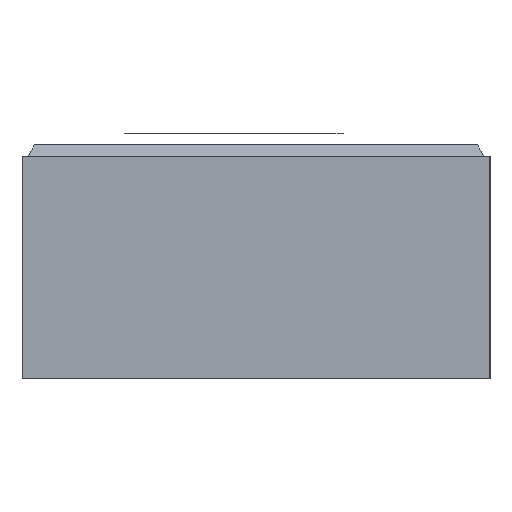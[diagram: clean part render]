
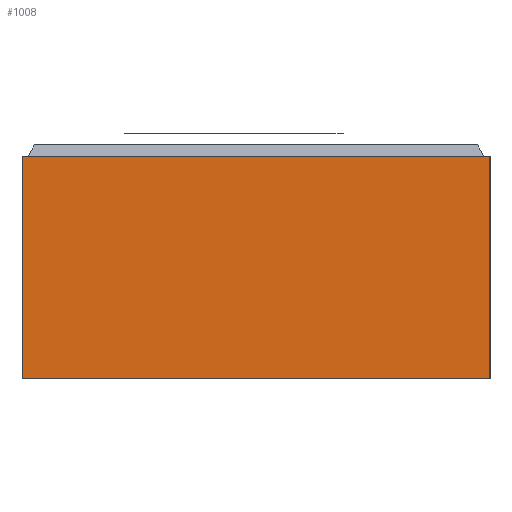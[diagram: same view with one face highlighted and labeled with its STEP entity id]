
A CAD part, left-side view. The second image highlights one B-rep face of the part: STEP entity #1008.
In plain terms, the highlighted planar face has unit normal (-1, 0, 0).
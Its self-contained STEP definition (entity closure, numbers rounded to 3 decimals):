
#54 = VERTEX_POINT ( 'NONE', #1127 ) ;
#60 = LINE ( 'NONE', #1150, #1562 ) ;
#144 = EDGE_CURVE ( 'NONE', #821, #54, #1315, .T. ) ;
#286 = VECTOR ( 'NONE', #1484, 1000. ) ;
#333 = DIRECTION ( 'NONE',  ( 0., 0., 1. ) ) ;
#409 = PLANE ( 'NONE',  #944 ) ;
#494 = ORIENTED_EDGE ( 'NONE', *, *, #1413, .T. ) ;
#578 = CARTESIAN_POINT ( 'NONE',  ( -0.8, -0.4, 0.38 ) ) ;
#695 = DIRECTION ( 'NONE',  ( 0., 0., 1. ) ) ;
#764 = VERTEX_POINT ( 'NONE', #1122 ) ;
#766 = EDGE_CURVE ( 'NONE', #54, #764, #1016, .T. ) ;
#768 = CARTESIAN_POINT ( 'NONE',  ( -0.8, -0.4, 0. ) ) ;
#781 = ORIENTED_EDGE ( 'NONE', *, *, #144, .F. ) ;
#821 = VERTEX_POINT ( 'NONE', #1584 ) ;
#850 = VECTOR ( 'NONE', #333, 1000. ) ;
#944 = AXIS2_PLACEMENT_3D ( 'NONE', #1511, #959, #695 ) ;
#950 = LINE ( 'NONE', #1659, #286 ) ;
#959 = DIRECTION ( 'NONE',  ( -1., 0., 0. ) ) ;
#1007 = VERTEX_POINT ( 'NONE', #578 ) ;
#1008 = ADVANCED_FACE ( 'NONE', ( #1624 ), #409, .T. ) ;
#1016 = LINE ( 'NONE', #1548, #850 ) ;
#1018 = EDGE_CURVE ( 'NONE', #821, #1007, #950, .T. ) ;
#1122 = CARTESIAN_POINT ( 'NONE',  ( -0.8, 0.4, 0.38 ) ) ;
#1126 = VECTOR ( 'NONE', #1739, 1000. ) ;
#1127 = CARTESIAN_POINT ( 'NONE',  ( -0.8, 0.4, 0. ) ) ;
#1150 = CARTESIAN_POINT ( 'NONE',  ( -0.8, -0.4, 0.38 ) ) ;
#1260 = ORIENTED_EDGE ( 'NONE', *, *, #766, .F. ) ;
#1315 = LINE ( 'NONE', #768, #1126 ) ;
#1384 = DIRECTION ( 'NONE',  ( 0., 1., 0. ) ) ;
#1413 = EDGE_CURVE ( 'NONE', #1007, #764, #60, .T. ) ;
#1457 = EDGE_LOOP ( 'NONE', ( #781, #1732, #494, #1260 ) ) ;
#1484 = DIRECTION ( 'NONE',  ( 0., 0., 1. ) ) ;
#1511 = CARTESIAN_POINT ( 'NONE',  ( -0.8, -0.4, 0. ) ) ;
#1548 = CARTESIAN_POINT ( 'NONE',  ( -0.8, 0.4, 0.38 ) ) ;
#1562 = VECTOR ( 'NONE', #1384, 1000. ) ;
#1584 = CARTESIAN_POINT ( 'NONE',  ( -0.8, -0.4, 0. ) ) ;
#1624 = FACE_OUTER_BOUND ( 'NONE', #1457, .T. ) ;
#1659 = CARTESIAN_POINT ( 'NONE',  ( -0.8, -0.4, 0.38 ) ) ;
#1732 = ORIENTED_EDGE ( 'NONE', *, *, #1018, .T. ) ;
#1739 = DIRECTION ( 'NONE',  ( 0., 1., 0. ) ) ;
